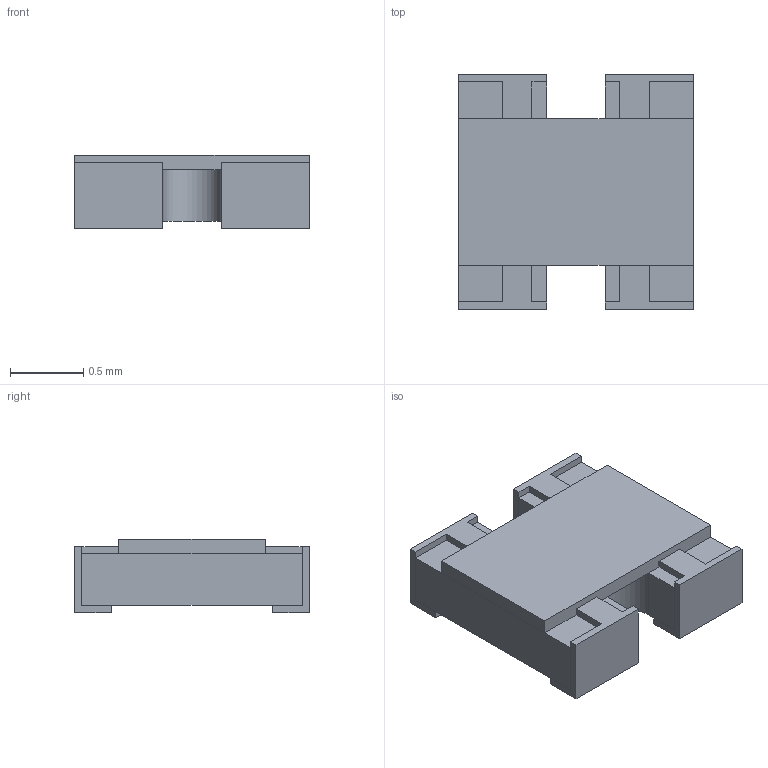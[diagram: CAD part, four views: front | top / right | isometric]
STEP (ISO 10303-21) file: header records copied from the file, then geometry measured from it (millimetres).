
FILE_DESCRIPTION (( 'STEP AP214' ), '1' );
FILE_NAME ('RES-ARRAY-SMD_0603-4P-L1.6-W1.6-H0.5-BL.step', '2022-07-28T08:49:59', ( '' ), ( '' ), 'SwSTEP 2.0', 'SolidWorks 2020', '' );
FILE_SCHEMA (( 'AUTOMOTIVE_DESIGN' ));
Length unit declared in the file: millimetre
Products named in the file (1): RES-ARRAY-SMD_0603-4P-L1.6-W1.6-H0.5-BL
Bounding box: 1.6 x 1.6 x 0.5 mm (x, y, z)
Volume: 1 mm3; surface area: 14.7 mm2
Topology: 6 solids, 6 shells, 292 faces, 783 edges, 522 vertices
Faces by surface type: plane 192, bspline 98, cylinder 2
Entity records: 12834 total; most frequent: CARTESIAN_POINT 2904, ORIENTED_EDGE 1566, DIRECTION 977, EDGE_CURVE 783, LINE 579, VECTOR 579, VERTEX_POINT 522, EDGE_LOOP 311
